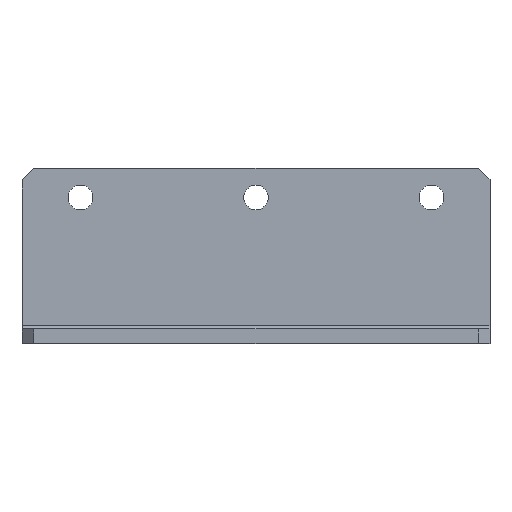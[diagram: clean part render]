
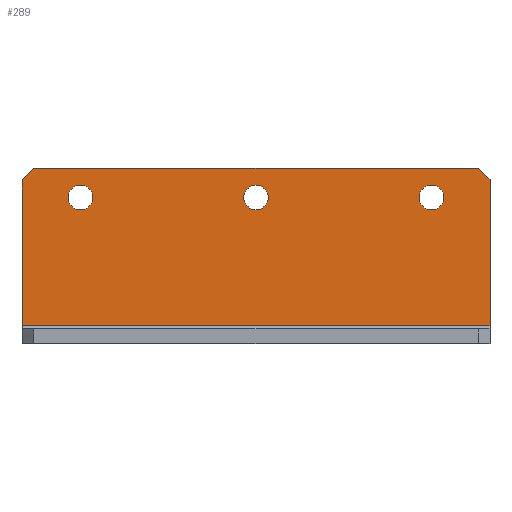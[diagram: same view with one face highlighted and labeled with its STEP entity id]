
A CAD part, top view. The second image highlights one B-rep face of the part: STEP entity #289.
In plain terms, the highlighted planar face has unit normal (0, 0, 1).
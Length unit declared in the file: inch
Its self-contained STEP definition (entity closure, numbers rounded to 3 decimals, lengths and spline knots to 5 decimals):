
#4 = EDGE_CURVE ( 'NONE', #814, #918, #611, .T. ) ;
#12 = CARTESIAN_POINT ( 'NONE',  ( 3.5, 1.02, -1.375 ) ) ;
#39 = DIRECTION ( 'NONE',  ( 1., 0., 0. ) ) ;
#41 = CARTESIAN_POINT ( 'NONE',  ( 4., 0.029, -1.375 ) ) ;
#43 = DIRECTION ( 'NONE',  ( 0., 0., -1. ) ) ;
#46 = CARTESIAN_POINT ( 'NONE',  ( 0.5, 1.125, -1.375 ) ) ;
#53 = EDGE_CURVE ( 'NONE', #883, #687, #586, .T. ) ;
#63 = CARTESIAN_POINT ( 'NONE',  ( 2., 1.02, -1.375 ) ) ;
#67 = EDGE_CURVE ( 'NONE', #700, #623, #571, .T. ) ;
#74 = EDGE_CURVE ( 'NONE', #632, #814, #565, .T. ) ;
#81 = EDGE_CURVE ( 'NONE', #623, #859, #560, .T. ) ;
#83 = EDGE_CURVE ( 'NONE', #687, #883, #557, .T. ) ;
#85 = DIRECTION ( 'NONE',  ( 1., 0., 0. ) ) ;
#91 = EDGE_CURVE ( 'NONE', #635, #973, #551, .T. ) ;
#110 = CARTESIAN_POINT ( 'NONE',  ( 3.5, 1.125, -1.375 ) ) ;
#113 = DIRECTION ( 'NONE',  ( 0., 0., -1. ) ) ;
#114 = EDGE_CURVE ( 'NONE', #699, #746, #546, .T. ) ;
#137 = DIRECTION ( 'NONE',  ( 0., 1., 0. ) ) ;
#147 = CARTESIAN_POINT ( 'NONE',  ( 0., 0., -1.375 ) ) ;
#179 = DIRECTION ( 'NONE',  ( 1., 0., 0. ) ) ;
#182 = DIRECTION ( 'NONE',  ( 0., 0., 1. ) ) ;
#190 = DIRECTION ( 'NONE',  ( -0.707, 0.707, 0. ) ) ;
#193 = DIRECTION ( 'NONE',  ( -1., 0., 0. ) ) ;
#194 = CARTESIAN_POINT ( 'NONE',  ( 4., 0., -1.375 ) ) ;
#197 = PLANE ( 'NONE',  #826 ) ;
#202 = CARTESIAN_POINT ( 'NONE',  ( 4., 0.029, -1.375 ) ) ;
#209 = EDGE_CURVE ( 'NONE', #918, #859, #473, .T. ) ;
#221 = CARTESIAN_POINT ( 'NONE',  ( 4.6375, 0.6375, -1.375 ) ) ;
#232 = DIRECTION ( 'NONE',  ( 0., 0., -1. ) ) ;
#236 = CARTESIAN_POINT ( 'NONE',  ( 0.5, 1.02, -1.375 ) ) ;
#238 = CARTESIAN_POINT ( 'NONE',  ( 4., 1.275, -1.375 ) ) ;
#239 = DIRECTION ( 'NONE',  ( 1., 0., 0. ) ) ;
#242 = CARTESIAN_POINT ( 'NONE',  ( 3.5, 1.125, -1.375 ) ) ;
#256 = DIRECTION ( 'NONE',  ( 1., 0., 0. ) ) ;
#258 = DIRECTION ( 'NONE',  ( 0., 0., -1. ) ) ;
#264 = CARTESIAN_POINT ( 'NONE',  ( 0.5, 1.125, -1.375 ) ) ;
#289 = ADVANCED_FACE ( 'NONE', ( #441, #454, #457, #443 ), #197, .T. ) ;
#290 = CARTESIAN_POINT ( 'NONE',  ( 1.3625, 2.6375, -1.375 ) ) ;
#317 = DIRECTION ( 'NONE',  ( 0., 1., 0. ) ) ;
#320 = DIRECTION ( 'NONE',  ( -0.707, -0.707, 0. ) ) ;
#327 = CARTESIAN_POINT ( 'NONE',  ( 4., 0., -1.375 ) ) ;
#330 = CARTESIAN_POINT ( 'NONE',  ( 0.5, 1.23, -1.375 ) ) ;
#350 = VECTOR ( 'NONE', #317, 39.37008 ) ;
#351 = LINE ( 'NONE', #327, #350 ) ;
#352 = CARTESIAN_POINT ( 'NONE',  ( 0.1, 1.375, -1.375 ) ) ;
#359 = CIRCLE ( 'NONE', #616, 0.105 ) ;
#370 = CARTESIAN_POINT ( 'NONE',  ( 0., 0.029, -1.375 ) ) ;
#377 = CARTESIAN_POINT ( 'NONE',  ( 3.5, 1.23, -1.375 ) ) ;
#399 = CIRCLE ( 'NONE', #721, 0.105 ) ;
#441 = FACE_BOUND ( 'NONE', #839, .T. ) ;
#443 = FACE_BOUND ( 'NONE', #668, .T. ) ;
#454 = FACE_OUTER_BOUND ( 'NONE', #633, .T. ) ;
#457 = FACE_BOUND ( 'NONE', #691, .T. ) ;
#470 = VECTOR ( 'NONE', #320, 39.37008 ) ;
#473 = LINE ( 'NONE', #290, #470 ) ;
#531 = CARTESIAN_POINT ( 'NONE',  ( 0., 1.275, -1.375 ) ) ;
#546 = CIRCLE ( 'NONE', #913, 0.105 ) ;
#551 = CIRCLE ( 'NONE', #917, 0.105 ) ;
#555 = VECTOR ( 'NONE', #137, 39.37008 ) ;
#557 = CIRCLE ( 'NONE', #924, 0.105 ) ;
#560 = LINE ( 'NONE', #147, #555 ) ;
#562 = VECTOR ( 'NONE', #190, 39.37008 ) ;
#565 = LINE ( 'NONE', #221, #562 ) ;
#567 = VECTOR ( 'NONE', #193, 39.37008 ) ;
#571 = LINE ( 'NONE', #202, #567 ) ;
#583 = DIRECTION ( 'NONE',  ( -1., 0., 0. ) ) ;
#586 = CIRCLE ( 'NONE', #942, 0.105 ) ;
#598 = EDGE_CURVE ( 'NONE', #746, #699, #399, .T. ) ;
#609 = VECTOR ( 'NONE', #583, 39.37008 ) ;
#611 = LINE ( 'NONE', #979, #609 ) ;
#616 = AXIS2_PLACEMENT_3D ( 'NONE', #264, #258, #256 ) ;
#623 = VERTEX_POINT ( 'NONE', #370 ) ;
#632 = VERTEX_POINT ( 'NONE', #238 ) ;
#633 = EDGE_LOOP ( 'NONE', ( #793, #795, #799, #801, #803, #804 ) ) ;
#635 = VERTEX_POINT ( 'NONE', #236 ) ;
#668 = EDGE_LOOP ( 'NONE', ( #810, #813 ) ) ;
#687 = VERTEX_POINT ( 'NONE', #12 ) ;
#691 = EDGE_LOOP ( 'NONE', ( #806, #807 ) ) ;
#699 = VERTEX_POINT ( 'NONE', #63 ) ;
#700 = VERTEX_POINT ( 'NONE', #41 ) ;
#720 = DIRECTION ( 'NONE',  ( 1., 0., 0. ) ) ;
#721 = AXIS2_PLACEMENT_3D ( 'NONE', #763, #758, #720 ) ;
#746 = VERTEX_POINT ( 'NONE', #847 ) ;
#758 = DIRECTION ( 'NONE',  ( 0., 0., -1. ) ) ;
#763 = CARTESIAN_POINT ( 'NONE',  ( 2., 1.125, -1.375 ) ) ;
#777 = CARTESIAN_POINT ( 'NONE',  ( 3.9, 1.375, -1.375 ) ) ;
#788 = ORIENTED_EDGE ( 'NONE', *, *, #981, .T. ) ;
#790 = ORIENTED_EDGE ( 'NONE', *, *, #91, .T. ) ;
#793 = ORIENTED_EDGE ( 'NONE', *, *, #4, .T. ) ;
#795 = ORIENTED_EDGE ( 'NONE', *, *, #209, .T. ) ;
#799 = ORIENTED_EDGE ( 'NONE', *, *, #81, .F. ) ;
#801 = ORIENTED_EDGE ( 'NONE', *, *, #67, .F. ) ;
#803 = ORIENTED_EDGE ( 'NONE', *, *, #969, .T. ) ;
#804 = ORIENTED_EDGE ( 'NONE', *, *, #74, .T. ) ;
#806 = ORIENTED_EDGE ( 'NONE', *, *, #598, .T. ) ;
#807 = ORIENTED_EDGE ( 'NONE', *, *, #114, .T. ) ;
#810 = ORIENTED_EDGE ( 'NONE', *, *, #53, .T. ) ;
#811 = DIRECTION ( 'NONE',  ( 1., 0., 0. ) ) ;
#813 = ORIENTED_EDGE ( 'NONE', *, *, #83, .T. ) ;
#814 = VERTEX_POINT ( 'NONE', #777 ) ;
#815 = DIRECTION ( 'NONE',  ( 0., 0., -1. ) ) ;
#818 = CARTESIAN_POINT ( 'NONE',  ( 2., 1.125, -1.375 ) ) ;
#826 = AXIS2_PLACEMENT_3D ( 'NONE', #194, #182, #179 ) ;
#839 = EDGE_LOOP ( 'NONE', ( #788, #790 ) ) ;
#847 = CARTESIAN_POINT ( 'NONE',  ( 2., 1.23, -1.375 ) ) ;
#859 = VERTEX_POINT ( 'NONE', #531 ) ;
#883 = VERTEX_POINT ( 'NONE', #377 ) ;
#913 = AXIS2_PLACEMENT_3D ( 'NONE', #818, #815, #811 ) ;
#917 = AXIS2_PLACEMENT_3D ( 'NONE', #46, #43, #39 ) ;
#918 = VERTEX_POINT ( 'NONE', #352 ) ;
#924 = AXIS2_PLACEMENT_3D ( 'NONE', #110, #113, #85 ) ;
#942 = AXIS2_PLACEMENT_3D ( 'NONE', #242, #232, #239 ) ;
#969 = EDGE_CURVE ( 'NONE', #700, #632, #351, .T. ) ;
#973 = VERTEX_POINT ( 'NONE', #330 ) ;
#979 = CARTESIAN_POINT ( 'NONE',  ( 4., 1.375, -1.375 ) ) ;
#981 = EDGE_CURVE ( 'NONE', #973, #635, #359, .T. ) ;
